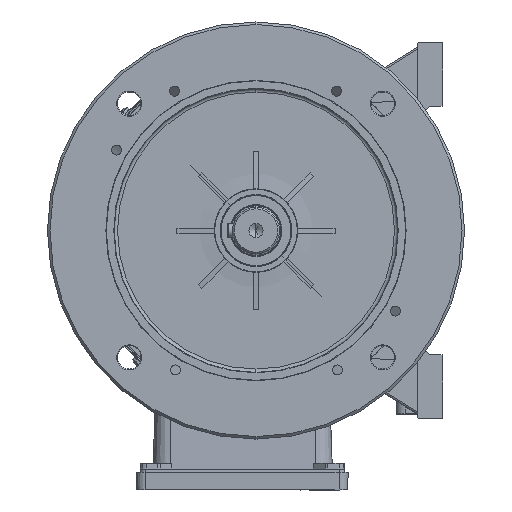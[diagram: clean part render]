
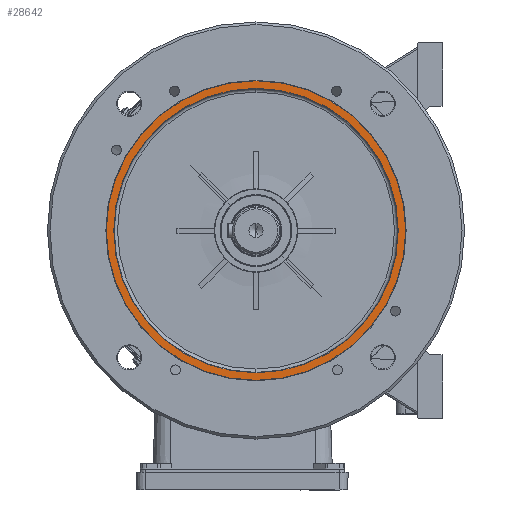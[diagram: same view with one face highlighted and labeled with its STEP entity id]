
A CAD part, left-side view. The second image highlights one B-rep face of the part: STEP entity #28642.
In plain terms, the highlighted face is planar.
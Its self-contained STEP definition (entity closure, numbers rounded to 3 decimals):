
#950 = VERTEX_POINT ( 'NONE', #65484 ) ;
#7571 = EDGE_CURVE ( 'NONE', #122682, #950, #176326, .T. ) ;
#13103 = PLANE ( 'NONE',  #94900 ) ;
#14013 = DIRECTION ( 'NONE',  ( 0., 0., -1. ) ) ;
#16382 = AXIS2_PLACEMENT_3D ( 'NONE', #80275, #69266, #177167 ) ;
#21083 = CARTESIAN_POINT ( 'NONE',  ( 8., 0., -89.75 ) ) ;
#24336 = ORIENTED_EDGE ( 'NONE', *, *, #7571, .T. ) ;
#26541 = DIRECTION ( 'NONE',  ( 0., 0., -1. ) ) ;
#27669 = EDGE_CURVE ( 'NONE', #110822, #75906, #91784, .T. ) ;
#28642 = ADVANCED_FACE ( 'NONE', ( #68412, #137297 ), #13103, .T. ) ;
#30251 = DIRECTION ( 'NONE',  ( 1., 0., 0. ) ) ;
#30314 = ORIENTED_EDGE ( 'NONE', *, *, #27669, .T. ) ;
#41219 = CARTESIAN_POINT ( 'NONE',  ( 8., 90., 0. ) ) ;
#56562 = CARTESIAN_POINT ( 'NONE',  ( 8., 0., 0. ) ) ;
#64696 = CARTESIAN_POINT ( 'NONE',  ( 8., 0., 85.25 ) ) ;
#65484 = CARTESIAN_POINT ( 'NONE',  ( 8., 0., -85.25 ) ) ;
#68412 = FACE_BOUND ( 'NONE', #133795, .T. ) ;
#69266 = DIRECTION ( 'NONE',  ( 1., 0., 0. ) ) ;
#70066 = ORIENTED_EDGE ( 'NONE', *, *, #161314, .T. ) ;
#73400 = CARTESIAN_POINT ( 'NONE',  ( 8., 0., 0. ) ) ;
#75906 = VERTEX_POINT ( 'NONE', #90459 ) ;
#79181 = CARTESIAN_POINT ( 'NONE',  ( 8., 0., 0. ) ) ;
#80275 = CARTESIAN_POINT ( 'NONE',  ( 8., 0., 0. ) ) ;
#82978 = DIRECTION ( 'NONE',  ( 1., 0., 0. ) ) ;
#85608 = DIRECTION ( 'NONE',  ( 0., 0., -1. ) ) ;
#90459 = CARTESIAN_POINT ( 'NONE',  ( 8., 0., 89.75 ) ) ;
#91784 = CIRCLE ( 'NONE', #16382, 89.75 ) ;
#94900 = AXIS2_PLACEMENT_3D ( 'NONE', #41219, #82978, #14013 ) ;
#95412 = CIRCLE ( 'NONE', #179342, 89.75 ) ;
#97573 = CIRCLE ( 'NONE', #146713, 85.25 ) ;
#103741 = EDGE_LOOP ( 'NONE', ( #144499, #30314 ) ) ;
#109737 = AXIS2_PLACEMENT_3D ( 'NONE', #79181, #133556, #26541 ) ;
#110822 = VERTEX_POINT ( 'NONE', #21083 ) ;
#116730 = EDGE_CURVE ( 'NONE', #75906, #110822, #95412, .T. ) ;
#122682 = VERTEX_POINT ( 'NONE', #64696 ) ;
#128695 = DIRECTION ( 'NONE',  ( -1., 0., 0. ) ) ;
#133556 = DIRECTION ( 'NONE',  ( -1., 0., 0. ) ) ;
#133795 = EDGE_LOOP ( 'NONE', ( #70066, #24336 ) ) ;
#137297 = FACE_OUTER_BOUND ( 'NONE', #103741, .T. ) ;
#144499 = ORIENTED_EDGE ( 'NONE', *, *, #116730, .T. ) ;
#146713 = AXIS2_PLACEMENT_3D ( 'NONE', #73400, #128695, #170385 ) ;
#161314 = EDGE_CURVE ( 'NONE', #950, #122682, #97573, .T. ) ;
#170385 = DIRECTION ( 'NONE',  ( 0., 0., -1. ) ) ;
#176326 = CIRCLE ( 'NONE', #109737, 85.25 ) ;
#177167 = DIRECTION ( 'NONE',  ( 0., 0., -1. ) ) ;
#179342 = AXIS2_PLACEMENT_3D ( 'NONE', #56562, #30251, #85608 ) ;
